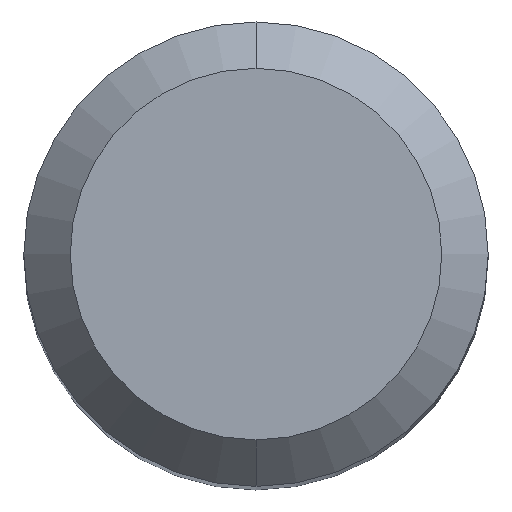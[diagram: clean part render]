
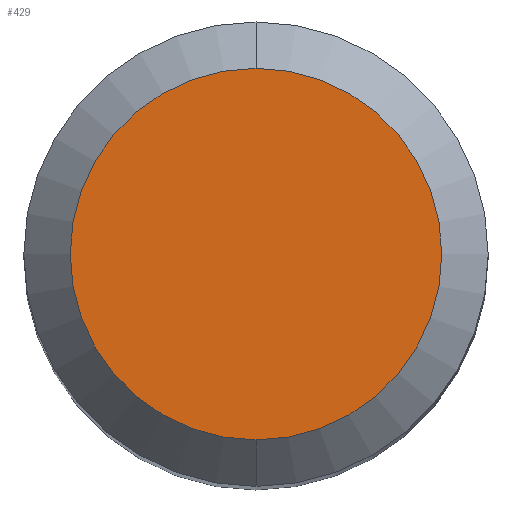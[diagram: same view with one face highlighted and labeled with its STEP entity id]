
A CAD part, top view. The second image highlights one B-rep face of the part: STEP entity #429.
In plain terms, the highlighted planar face has unit normal (0, 0, 1).
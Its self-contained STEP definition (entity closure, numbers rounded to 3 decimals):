
#2 = CARTESIAN_POINT ( 'NONE',  ( 0., -3.2, 60. ) ) ;
#24 = EDGE_LOOP ( 'NONE', ( #257, #412 ) ) ;
#48 = AXIS2_PLACEMENT_3D ( 'NONE', #119, #508, #287 ) ;
#119 = CARTESIAN_POINT ( 'NONE',  ( 0., 0., 60. ) ) ;
#125 = EDGE_CURVE ( 'NONE', #280, #472, #134, .T. ) ;
#134 = CIRCLE ( 'NONE', #353, 3.2 ) ;
#158 = CARTESIAN_POINT ( 'NONE',  ( 0., 0., 60. ) ) ;
#209 = FACE_OUTER_BOUND ( 'NONE', #24, .T. ) ;
#246 = DIRECTION ( 'NONE',  ( 0., 0., 1. ) ) ;
#257 = ORIENTED_EDGE ( 'NONE', *, *, #454, .F. ) ;
#280 = VERTEX_POINT ( 'NONE', #2 ) ;
#287 = DIRECTION ( 'NONE',  ( 0., 1., 0. ) ) ;
#292 = CARTESIAN_POINT ( 'NONE',  ( 0., 0., 60. ) ) ;
#323 = DIRECTION ( 'NONE',  ( 0., 1., 0. ) ) ;
#336 = DIRECTION ( 'NONE',  ( 0., -1., 0. ) ) ;
#353 = AXIS2_PLACEMENT_3D ( 'NONE', #158, #470, #323 ) ;
#381 = PLANE ( 'NONE',  #481 ) ;
#412 = ORIENTED_EDGE ( 'NONE', *, *, #125, .F. ) ;
#429 = ADVANCED_FACE ( 'NONE', ( #209 ), #381, .T. ) ;
#454 = EDGE_CURVE ( 'NONE', #472, #280, #490, .T. ) ;
#470 = DIRECTION ( 'NONE',  ( 0., 0., -1. ) ) ;
#472 = VERTEX_POINT ( 'NONE', #524 ) ;
#481 = AXIS2_PLACEMENT_3D ( 'NONE', #292, #246, #336 ) ;
#490 = CIRCLE ( 'NONE', #48, 3.2 ) ;
#508 = DIRECTION ( 'NONE',  ( 0., 0., -1. ) ) ;
#524 = CARTESIAN_POINT ( 'NONE',  ( 0., 3.2, 60. ) ) ;
